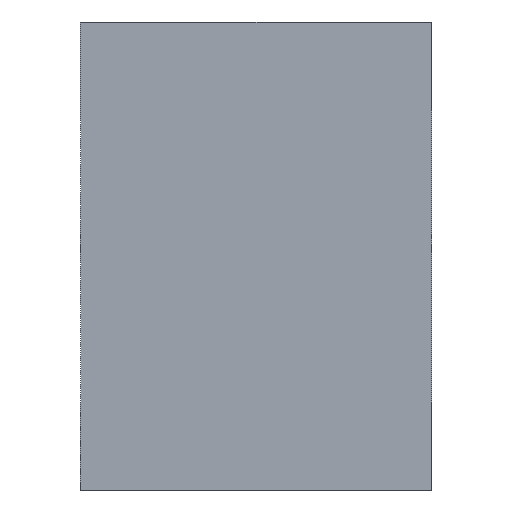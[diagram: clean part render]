
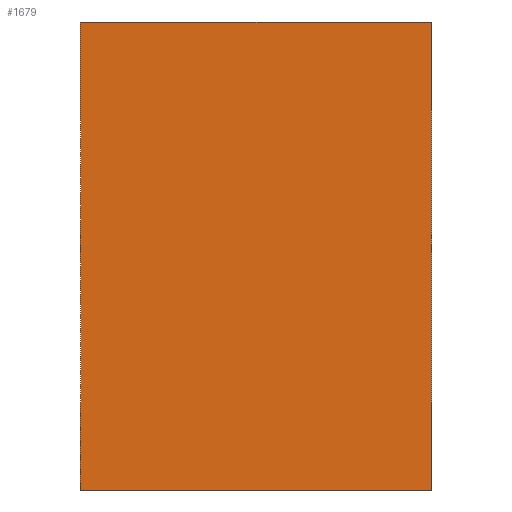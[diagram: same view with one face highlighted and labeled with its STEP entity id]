
A CAD part, left-side view. The second image highlights one B-rep face of the part: STEP entity #1679.
In plain terms, the highlighted planar face has unit normal (-1, 0, 0).
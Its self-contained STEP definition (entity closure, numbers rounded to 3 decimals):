
#17 = DIRECTION ( 'NONE',  ( 0., -1., 0. ) ) ;
#53 = VECTOR ( 'NONE', #527, 1000. ) ;
#68 = CARTESIAN_POINT ( 'NONE',  ( -0.8, 0.6, -0.4 ) ) ;
#195 = VERTEX_POINT ( 'NONE', #1819 ) ;
#209 = LINE ( 'NONE', #1888, #53 ) ;
#246 = VERTEX_POINT ( 'NONE', #1663 ) ;
#330 = ORIENTED_EDGE ( 'NONE', *, *, #469, .F. ) ;
#410 = FACE_OUTER_BOUND ( 'NONE', #1222, .T. ) ;
#415 = ORIENTED_EDGE ( 'NONE', *, *, #1414, .F. ) ;
#424 = VECTOR ( 'NONE', #1102, 1000. ) ;
#427 = CARTESIAN_POINT ( 'NONE',  ( -0.8, 0.6, 0.4 ) ) ;
#469 = EDGE_CURVE ( 'NONE', #195, #689, #1902, .T. ) ;
#527 = DIRECTION ( 'NONE',  ( 0., -1., 0. ) ) ;
#561 = CARTESIAN_POINT ( 'NONE',  ( -0.8, 0.6, -0.4 ) ) ;
#650 = LINE ( 'NONE', #1083, #773 ) ;
#689 = VERTEX_POINT ( 'NONE', #427 ) ;
#696 = CARTESIAN_POINT ( 'NONE',  ( -0.8, 0., 0.4 ) ) ;
#773 = VECTOR ( 'NONE', #17, 1000. ) ;
#854 = DIRECTION ( 'NONE',  ( 0., 0., 1. ) ) ;
#882 = CARTESIAN_POINT ( 'NONE',  ( -0.8, 0., -0.4 ) ) ;
#890 = DIRECTION ( 'NONE',  ( 0., 0., -1. ) ) ;
#1029 = LINE ( 'NONE', #882, #424 ) ;
#1066 = ORIENTED_EDGE ( 'NONE', *, *, #1096, .T. ) ;
#1083 = CARTESIAN_POINT ( 'NONE',  ( -0.8, 0.6, 0.4 ) ) ;
#1096 = EDGE_CURVE ( 'NONE', #195, #246, #209, .T. ) ;
#1102 = DIRECTION ( 'NONE',  ( 0., 0., 1. ) ) ;
#1171 = DIRECTION ( 'NONE',  ( 1., 0., 0. ) ) ;
#1222 = EDGE_LOOP ( 'NONE', ( #1734, #415, #330, #1066 ) ) ;
#1295 = EDGE_CURVE ( 'NONE', #246, #1456, #1029, .T. ) ;
#1378 = AXIS2_PLACEMENT_3D ( 'NONE', #561, #1171, #890 ) ;
#1414 = EDGE_CURVE ( 'NONE', #689, #1456, #650, .T. ) ;
#1456 = VERTEX_POINT ( 'NONE', #696 ) ;
#1537 = VECTOR ( 'NONE', #854, 1000. ) ;
#1663 = CARTESIAN_POINT ( 'NONE',  ( -0.8, 0., -0.4 ) ) ;
#1679 = ADVANCED_FACE ( 'NONE', ( #410 ), #1783, .F. ) ;
#1734 = ORIENTED_EDGE ( 'NONE', *, *, #1295, .T. ) ;
#1783 = PLANE ( 'NONE',  #1378 ) ;
#1819 = CARTESIAN_POINT ( 'NONE',  ( -0.8, 0.6, -0.4 ) ) ;
#1888 = CARTESIAN_POINT ( 'NONE',  ( -0.8, 0.6, -0.4 ) ) ;
#1902 = LINE ( 'NONE', #68, #1537 ) ;
